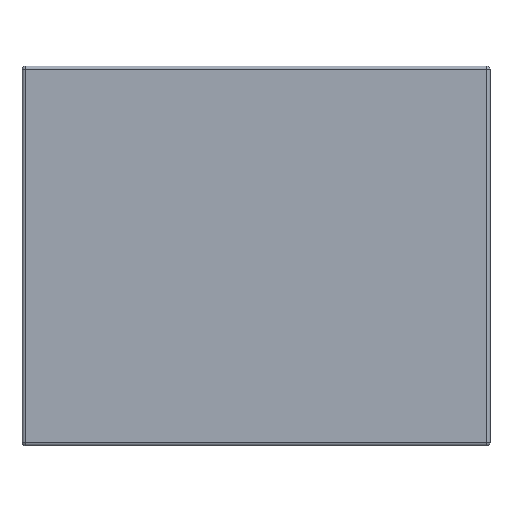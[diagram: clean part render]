
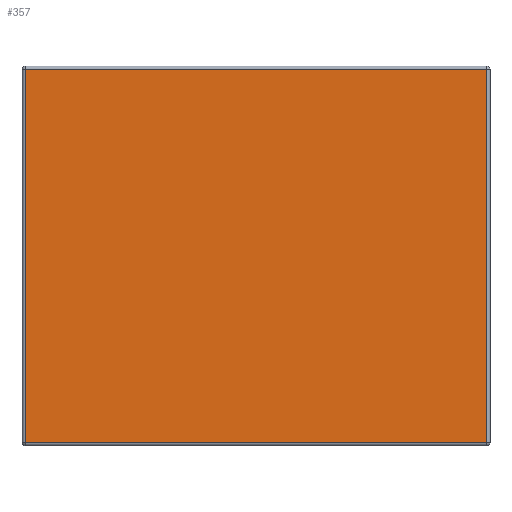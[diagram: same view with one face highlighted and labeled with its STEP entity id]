
A CAD part, front view. The second image highlights one B-rep face of the part: STEP entity #357.
In plain terms, the highlighted planar face has unit normal (0, -1, 0).
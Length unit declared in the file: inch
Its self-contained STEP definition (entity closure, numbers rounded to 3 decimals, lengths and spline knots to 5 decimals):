
#19=PLANE('',#409);
#22=LINE('',#561,#46);
#29=LINE('',#600,#53);
#37=LINE('',#619,#61);
#42=LINE('',#626,#66);
#46=VECTOR('',#440,5.64);
#53=VECTOR('',#487,5.64);
#61=VECTOR('',#511,6.97);
#66=VECTOR('',#520,6.97);
#105=FACE_OUTER_BOUND('',#131,.T.);
#131=EDGE_LOOP('',(#317,#318,#319,#320));
#159=VERTEX_POINT('',#542);
#165=VERTEX_POINT('',#556);
#167=VERTEX_POINT('',#564);
#175=VERTEX_POINT('',#593);
#191=EDGE_CURVE('',#159,#165,#22,.T.);
#210=EDGE_CURVE('',#175,#167,#29,.T.);
#221=EDGE_CURVE('',#165,#175,#37,.T.);
#226=EDGE_CURVE('',#167,#159,#42,.T.);
#317=ORIENTED_EDGE('',*,*,#210,.F.);
#318=ORIENTED_EDGE('',*,*,#221,.F.);
#319=ORIENTED_EDGE('',*,*,#191,.F.);
#320=ORIENTED_EDGE('',*,*,#226,.F.);
#357=ADVANCED_FACE('',(#105),#19,.T.);
#409=AXIS2_PLACEMENT_3D('',#634,#533,#534);
#440=DIRECTION('',(0.,0.,1.));
#487=DIRECTION('',(0.,0.,-1.));
#511=DIRECTION('',(1.,0.,0.));
#520=DIRECTION('',(-1.,0.,0.));
#533=DIRECTION('center_axis',(0.,-1.,0.));
#534=DIRECTION('ref_axis',(0.,0.,-1.));
#542=CARTESIAN_POINT('',(-5.71634,-2.39934,0.05));
#556=CARTESIAN_POINT('',(-5.71634,-2.39934,5.69));
#561=CARTESIAN_POINT('',(-5.71634,-2.39934,0.));
#564=CARTESIAN_POINT('',(1.25366,-2.39934,0.05));
#593=CARTESIAN_POINT('',(1.25366,-2.39934,5.69));
#600=CARTESIAN_POINT('',(1.25366,-2.39934,0.));
#619=CARTESIAN_POINT('',(-0.46384,-2.39934,5.69));
#626=CARTESIAN_POINT('',(-0.46384,-2.39934,0.05));
#634=CARTESIAN_POINT('Origin',(1.30366,-2.39934,0.));
